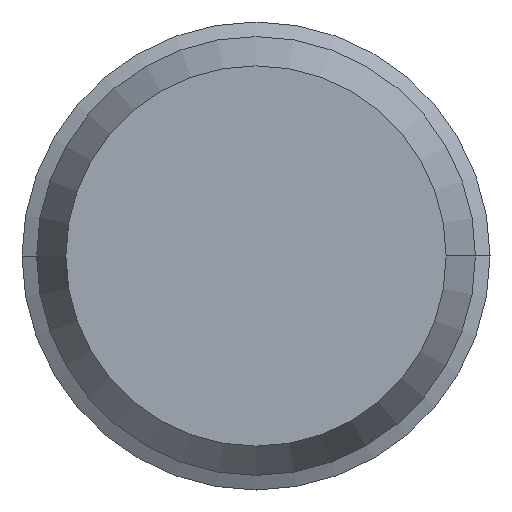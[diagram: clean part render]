
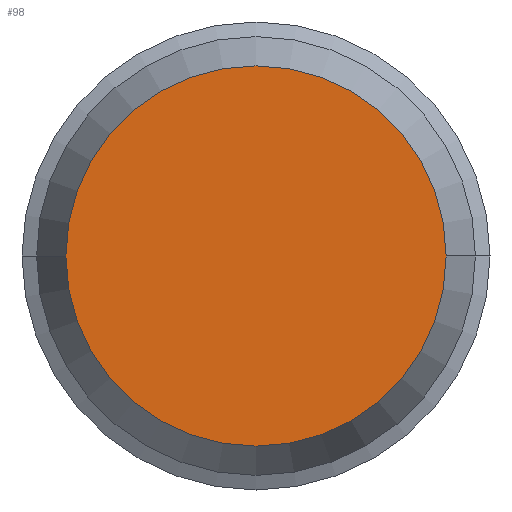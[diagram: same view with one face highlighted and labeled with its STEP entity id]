
A CAD part, front view. The second image highlights one B-rep face of the part: STEP entity #98.
In plain terms, the highlighted planar face has unit normal (0, -1, 0).
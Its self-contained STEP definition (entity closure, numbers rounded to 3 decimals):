
#98=ADVANCED_FACE('',(#158),#159,.T.);
#158=FACE_OUTER_BOUND('',#232,.T.);
#159=PLANE('',#233);
#232=EDGE_LOOP('',(#415,#416));
#233=AXIS2_PLACEMENT_3D('',#417,#418,#419);
#415=ORIENTED_EDGE('',*,*,#517,.F.);
#416=ORIENTED_EDGE('',*,*,#548,.F.);
#417=CARTESIAN_POINT('',(-1.625,-40.0,0.0));
#418=DIRECTION('',(0.0,-1.0,0.0));
#419=DIRECTION('',(1.0,0.0,0.0));
#517=EDGE_CURVE('',#602,#605,#606,.T.);
#548=EDGE_CURVE('',#605,#602,#654,.T.);
#602=VERTEX_POINT('',#788);
#605=VERTEX_POINT('',#792);
#606=CIRCLE('',#793,3.25);
#654=CIRCLE('',#918,3.25);
#788=CARTESIAN_POINT('',(-3.25,-40.0,0.0));
#792=CARTESIAN_POINT('',(3.25,-40.0,0.));
#793=AXIS2_PLACEMENT_3D('',#965,#966,#967);
#918=AXIS2_PLACEMENT_3D('',#1028,#1029,#1030);
#965=CARTESIAN_POINT('',(0.0,-40.0,0.0));
#966=DIRECTION('',(0.0,1.0,0.0));
#967=DIRECTION('',(-1.0,0.0,0.0));
#1028=CARTESIAN_POINT('',(0.0,-40.0,0.0));
#1029=DIRECTION('',(0.0,1.0,0.0));
#1030=DIRECTION('',(-1.0,0.0,0.0));
